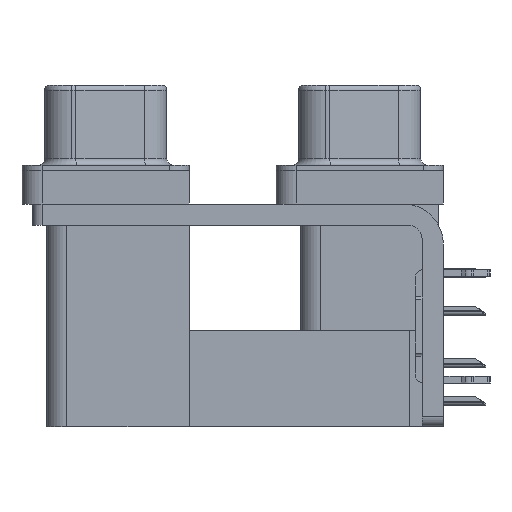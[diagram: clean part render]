
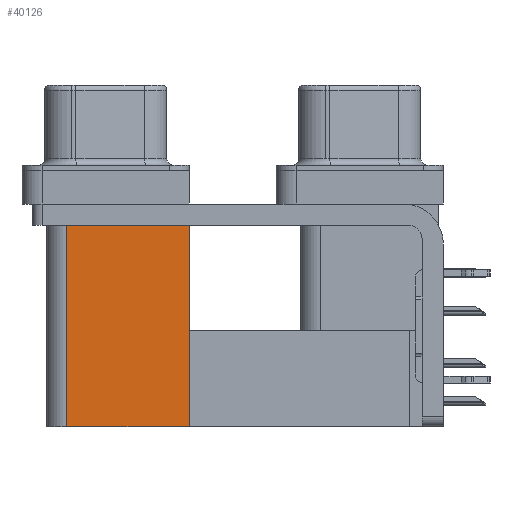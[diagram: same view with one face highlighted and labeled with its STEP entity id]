
A CAD part, left-side view. The second image highlights one B-rep face of the part: STEP entity #40126.
In plain terms, the highlighted planar face has unit normal (-1, 0, 0).
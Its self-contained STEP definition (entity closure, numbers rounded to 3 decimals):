
#1258 = DIRECTION ( 'NONE',  ( 0., 0., 1. ) ) ;
#2557 = CARTESIAN_POINT ( 'NONE',  ( 3.7, 21.975, -19.2 ) ) ;
#4773 = EDGE_CURVE ( 'NONE', #34621, #36072, #24971, .T. ) ;
#6738 = DIRECTION ( 'NONE',  ( 0., 1., 0. ) ) ;
#9001 = EDGE_CURVE ( 'NONE', #32072, #12673, #24520, .T. ) ;
#9561 = LINE ( 'NONE', #36987, #16528 ) ;
#11515 = VECTOR ( 'NONE', #18343, 1000. ) ;
#12673 = VERTEX_POINT ( 'NONE', #24547 ) ;
#13459 = PLANE ( 'NONE',  #38002 ) ;
#13899 = FACE_OUTER_BOUND ( 'NONE', #20205, .T. ) ;
#15388 = DIRECTION ( 'NONE',  ( 0., 0., 1. ) ) ;
#16164 = EDGE_CURVE ( 'NONE', #12673, #36072, #9561, .T. ) ;
#16528 = VECTOR ( 'NONE', #6738, 1000. ) ;
#17262 = VECTOR ( 'NONE', #1258, 1000. ) ;
#18343 = DIRECTION ( 'NONE',  ( 0., 1., 0. ) ) ;
#18767 = LINE ( 'NONE', #38567, #11515 ) ;
#19231 = CARTESIAN_POINT ( 'NONE',  ( 3.7, 21.975, -2.5 ) ) ;
#20205 = EDGE_LOOP ( 'NONE', ( #41756, #25000, #35620, #35915 ) ) ;
#21985 = CARTESIAN_POINT ( 'NONE',  ( 3.7, 21.975, -19.2 ) ) ;
#23448 = CARTESIAN_POINT ( 'NONE',  ( 3.7, 12.775, -19.2 ) ) ;
#24520 = LINE ( 'NONE', #27145, #17262 ) ;
#24547 = CARTESIAN_POINT ( 'NONE',  ( 3.7, 12.775, -2.5 ) ) ;
#24971 = LINE ( 'NONE', #2557, #42649 ) ;
#25000 = ORIENTED_EDGE ( 'NONE', *, *, #4773, .F. ) ;
#26512 = DIRECTION ( 'NONE',  ( 0., 0., -1. ) ) ;
#27145 = CARTESIAN_POINT ( 'NONE',  ( 3.7, 12.775, -19.2 ) ) ;
#30863 = CARTESIAN_POINT ( 'NONE',  ( 3.7, 12.775, -19.2 ) ) ;
#31572 = EDGE_CURVE ( 'NONE', #32072, #34621, #18767, .T. ) ;
#32072 = VERTEX_POINT ( 'NONE', #23448 ) ;
#34133 = DIRECTION ( 'NONE',  ( 1., 0., 0. ) ) ;
#34621 = VERTEX_POINT ( 'NONE', #21985 ) ;
#35620 = ORIENTED_EDGE ( 'NONE', *, *, #31572, .F. ) ;
#35915 = ORIENTED_EDGE ( 'NONE', *, *, #9001, .T. ) ;
#36072 = VERTEX_POINT ( 'NONE', #19231 ) ;
#36987 = CARTESIAN_POINT ( 'NONE',  ( 3.7, 12.775, -2.5 ) ) ;
#38002 = AXIS2_PLACEMENT_3D ( 'NONE', #30863, #34133, #26512 ) ;
#38567 = CARTESIAN_POINT ( 'NONE',  ( 3.7, 12.775, -19.2 ) ) ;
#40126 = ADVANCED_FACE ( 'NONE', ( #13899 ), #13459, .F. ) ;
#41756 = ORIENTED_EDGE ( 'NONE', *, *, #16164, .T. ) ;
#42649 = VECTOR ( 'NONE', #15388, 1000. ) ;
